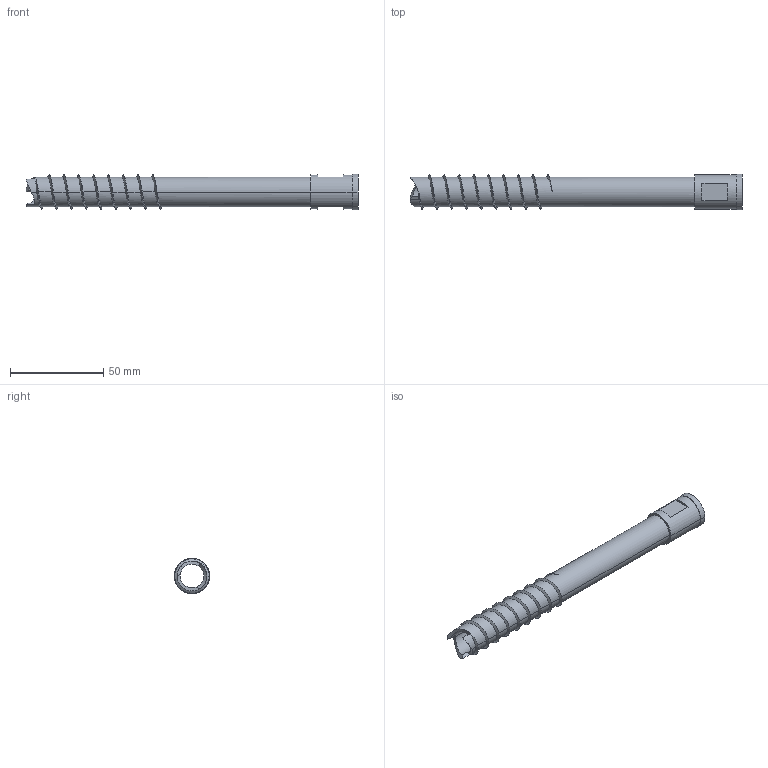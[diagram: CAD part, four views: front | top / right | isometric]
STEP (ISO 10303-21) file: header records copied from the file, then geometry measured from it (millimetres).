
FILE_DESCRIPTION (( 'STEP AP214' ), '1' );
FILE_NAME ('ICE_SCREW.STEP', '2021-10-24T05:34:09', ( '' ), ( '' ), 'SwSTEP 2.0', 'SolidWorks 2020', '' );
FILE_SCHEMA (( 'AUTOMOTIVE_DESIGN' ));
Length unit declared in the file: inch
Products named in the file (1): ICE_SCREW
Bounding box: 177.8 x 19.05 x 19.05 mm (x, y, z)
Volume: 14326.9 mm3; surface area: 17125.9 mm2
Topology: 1 solids, 1 shells, 50 faces, 131 edges, 86 vertices
Faces by surface type: cylinder 28, plane 12, bspline 10
Entity records: 4133 total; most frequent: CARTESIAN_POINT 3030, ORIENTED_EDGE 262, DIRECTION 160, EDGE_CURVE 131, VERTEX_POINT 86, AXIS2_PLACEMENT_3D 57, EDGE_LOOP 55, ADVANCED_FACE 50
